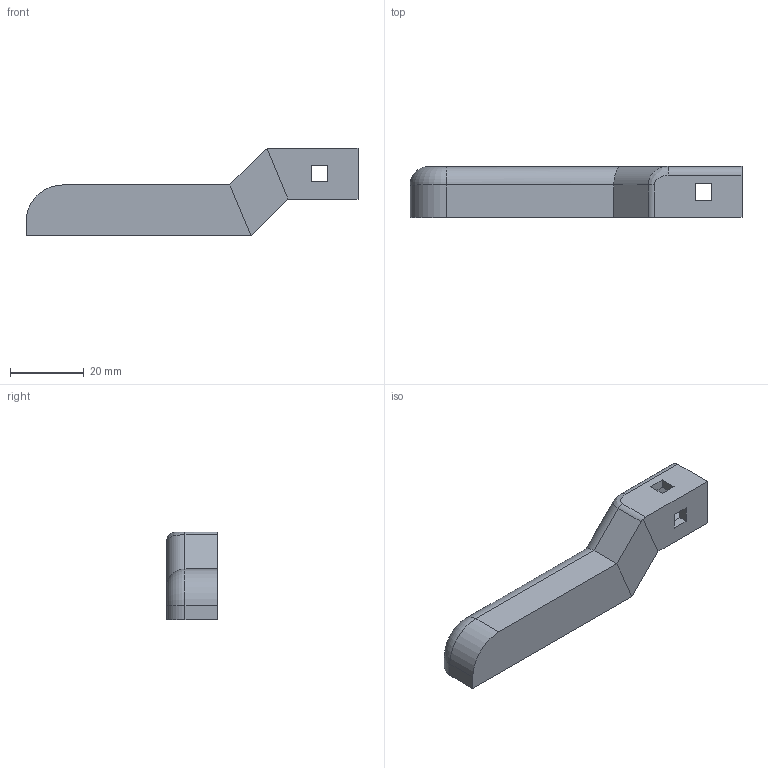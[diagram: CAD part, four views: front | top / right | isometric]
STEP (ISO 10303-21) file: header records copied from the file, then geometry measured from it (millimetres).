
FILE_DESCRIPTION (( 'STEP AP214' ), '1' );
FILE_NAME ('Mounting_Strap_Short.STEP', '2022-01-11T14:56:58', ( '' ), ( '' ), 'SwSTEP 2.0', 'SolidWorks 2022', '' );
FILE_SCHEMA (( 'AUTOMOTIVE_DESIGN' ));
Length unit declared in the file: millimetre
Products named in the file (1): Mounting_Strap_Short
Bounding box: 90 x 13.8 x 23.8 mm (x, y, z)
Volume: 14564.1 mm3; surface area: 6360.4 mm2
Topology: 1 solids, 1 shells, 51 faces, 125 edges, 77 vertices
Faces by surface type: plane 43, cylinder 6, torus 1, bspline 1
Entity records: 1533 total; most frequent: CARTESIAN_POINT 292, ORIENTED_EDGE 250, DIRECTION 235, EDGE_CURVE 125, LINE 111, VECTOR 111, VERTEX_POINT 77, AXIS2_PLACEMENT_3D 62
